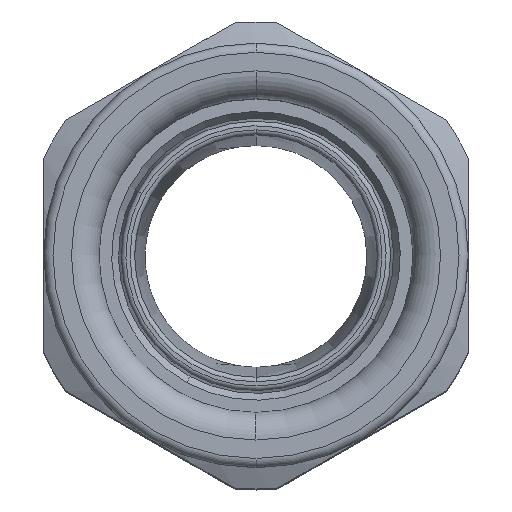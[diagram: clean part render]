
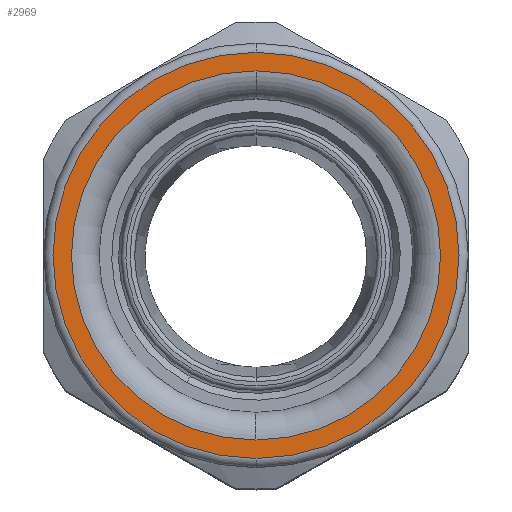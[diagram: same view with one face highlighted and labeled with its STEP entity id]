
A CAD part, top view. The second image highlights one B-rep face of the part: STEP entity #2969.
In plain terms, the highlighted planar face has unit normal (0, 0, 1).
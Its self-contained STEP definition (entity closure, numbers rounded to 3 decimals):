
#2857=AXIS2_PLACEMENT_3D('Circle Axis2P3D',#2855,#2856,$) ;
#2881=AXIS2_PLACEMENT_3D('Circle Axis2P3D',#2879,#2880,$) ;
#2945=AXIS2_PLACEMENT_3D('Plane Axis2P3D',#2942,#2943,#2944) ;
#2949=AXIS2_PLACEMENT_3D('Circle Axis2P3D',#2947,#2948,$) ;
#2958=AXIS2_PLACEMENT_3D('Circle Axis2P3D',#2956,#2957,$) ;
#2852=CARTESIAN_POINT('Vertex',(23.,45.3,91.9)) ;
#2855=CARTESIAN_POINT('Axis2P3D Location',(23.,25.3,91.9)) ;
#2859=CARTESIAN_POINT('Vertex',(23.,5.3,91.9)) ;
#2879=CARTESIAN_POINT('Axis2P3D Location',(23.,25.3,91.9)) ;
#2942=CARTESIAN_POINT('Axis2P3D Location',(23.,25.3,91.9)) ;
#2947=CARTESIAN_POINT('Axis2P3D Location',(23.,25.3,91.9)) ;
#2951=CARTESIAN_POINT('Vertex',(23.,3.3,91.9)) ;
#2953=CARTESIAN_POINT('Vertex',(23.,47.3,91.9)) ;
#2956=CARTESIAN_POINT('Axis2P3D Location',(23.,25.3,91.9)) ;
#2856=DIRECTION('Axis2P3D Direction',(0.,0.,1.)) ;
#2880=DIRECTION('Axis2P3D Direction',(0.,0.,1.)) ;
#2943=DIRECTION('Axis2P3D Direction',(0.,0.,1.)) ;
#2944=DIRECTION('Axis2P3D XDirection',(0.,1.,0.)) ;
#2948=DIRECTION('Axis2P3D Direction',(0.,0.,1.)) ;
#2957=DIRECTION('Axis2P3D Direction',(0.,0.,1.)) ;
#2962=ORIENTED_EDGE('',*,*,#2955,.T.) ;
#2963=ORIENTED_EDGE('',*,*,#2960,.T.) ;
#2966=ORIENTED_EDGE('',*,*,#2883,.F.) ;
#2967=ORIENTED_EDGE('',*,*,#2861,.F.) ;
#2968=FACE_BOUND('',#2965,.T.) ;
#2969=ADVANCED_FACE('Body',(#2964,#2968),#2946,.T.) ;
#2858=CIRCLE('generated circle',#2857,20.) ;
#2882=CIRCLE('generated circle',#2881,20.) ;
#2950=CIRCLE('generated circle',#2949,22.) ;
#2959=CIRCLE('generated circle',#2958,22.) ;
#2861=EDGE_CURVE('',#2853,#2860,#2858,.T.) ;
#2883=EDGE_CURVE('',#2860,#2853,#2882,.T.) ;
#2955=EDGE_CURVE('',#2952,#2954,#2950,.T.) ;
#2960=EDGE_CURVE('',#2954,#2952,#2959,.T.) ;
#2961=EDGE_LOOP('',(#2962,#2963)) ;
#2965=EDGE_LOOP('',(#2966,#2967)) ;
#2964=FACE_OUTER_BOUND('',#2961,.T.) ;
#2946=PLANE('',#2945) ;
#2853=VERTEX_POINT('',#2852) ;
#2860=VERTEX_POINT('',#2859) ;
#2952=VERTEX_POINT('',#2951) ;
#2954=VERTEX_POINT('',#2953) ;
